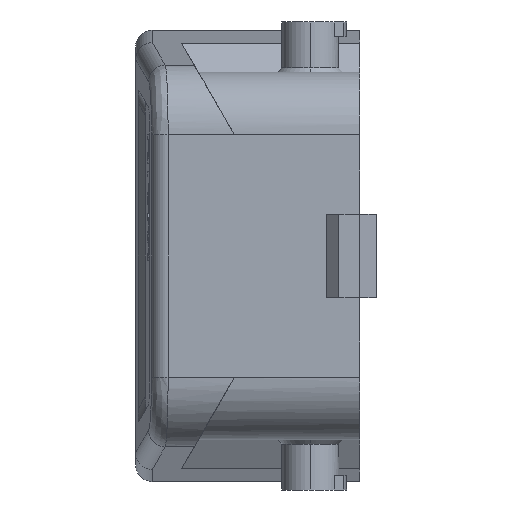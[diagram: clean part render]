
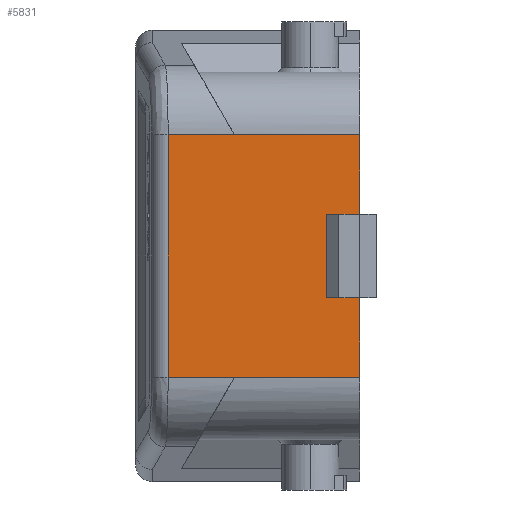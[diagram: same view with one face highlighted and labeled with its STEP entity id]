
A CAD part, left-side view. The second image highlights one B-rep face of the part: STEP entity #5831.
In plain terms, the highlighted planar face has unit normal (-1, 0.011, 0).
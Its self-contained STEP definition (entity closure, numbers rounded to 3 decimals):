
#113=DIRECTION('',(0.,0.,-1.));
#114=VECTOR('',#113,9.5);
#115=CARTESIAN_POINT('',(-60.567,-5.8,-5.));
#116=LINE('',#115,#114);
#117=DIRECTION('',(0.,0.,-1.));
#118=VECTOR('',#117,9.5);
#119=CARTESIAN_POINT('',(-60.566,-5.8,14.5));
#120=LINE('',#119,#118);
#582=DIRECTION('',(0.,0.,1.));
#583=VECTOR('',#582,29.073);
#584=CARTESIAN_POINT('',(-60.326,17.122,-14.536));
#585=LINE('',#584,#583);
#637=DIRECTION('',(0.01,1.,-0.001));
#638=VECTOR('',#637,7.937);
#639=CARTESIAN_POINT('',(-60.41,9.186,-14.527));
#640=LINE('',#639,#638);
#677=DIRECTION('',(-0.011,-1.,0.));
#678=VECTOR('',#677,4.);
#679=CARTESIAN_POINT('',(-60.525,-1.8,-5.));
#680=LINE('',#679,#678);
#693=DIRECTION('',(0.,0.,-1.));
#694=VECTOR('',#693,10.);
#695=CARTESIAN_POINT('',(-60.525,-1.8,5.));
#696=LINE('',#695,#694);
#705=DIRECTION('',(0.011,1.,0.));
#706=VECTOR('',#705,4.);
#707=CARTESIAN_POINT('',(-60.567,-5.8,5.));
#708=LINE('',#707,#706);
#775=CARTESIAN_POINT('',(-60.41,9.17,-14.5));
#776=CARTESIAN_POINT('',(-60.41,9.172,-14.505));
#777=CARTESIAN_POINT('',(-60.41,9.178,-14.514));
#778=CARTESIAN_POINT('',(-60.41,9.183,-14.523));
#779=CARTESIAN_POINT('',(-60.41,9.186,-14.527));
#781=DIRECTION('',(0.01,1.,0.));
#782=VECTOR('',#781,14.971);
#783=CARTESIAN_POINT('',(-60.566,-5.8,-14.5));
#784=LINE('',#783,#782);
#914=DIRECTION('',(-0.01,-1.,-0.001));
#915=VECTOR('',#914,7.937);
#916=CARTESIAN_POINT('',(-60.326,17.122,14.536));
#917=LINE('',#916,#915);
#1061=CARTESIAN_POINT('',(-60.566,-5.8,14.5));
#1071=DIRECTION('',(-0.01,-1.,0.));
#1072=VECTOR('',#1071,14.971);
#1073=CARTESIAN_POINT('',(-60.41,9.17,14.5));
#1074=LINE('',#1073,#1072);
#1075=CARTESIAN_POINT('',(-60.41,9.186,14.527));
#1076=CARTESIAN_POINT('',(-60.41,9.183,14.523));
#1077=CARTESIAN_POINT('',(-60.41,9.178,14.514));
#1078=CARTESIAN_POINT('',(-60.41,9.172,14.505));
#1079=CARTESIAN_POINT('',(-60.41,9.17,14.5));
#4221=VERTEX_POINT('',#1061);
#4222=CARTESIAN_POINT('',(-60.567,-5.8,5.));
#4223=VERTEX_POINT('',#4222);
#4224=CARTESIAN_POINT('',(-60.567,-5.8,-5.));
#4225=VERTEX_POINT('',#4224);
#4226=CARTESIAN_POINT('',(-60.566,-5.8,-14.5));
#4227=VERTEX_POINT('',#4226);
#4306=CARTESIAN_POINT('',(-60.525,-1.8,-5.));
#4307=VERTEX_POINT('',#4306);
#4308=CARTESIAN_POINT('',(-60.525,-1.8,5.));
#4309=VERTEX_POINT('',#4308);
#4310=CARTESIAN_POINT('',(-60.41,9.17,14.5));
#4311=VERTEX_POINT('',#4310);
#4312=CARTESIAN_POINT('',(-60.326,17.122,14.536));
#4313=CARTESIAN_POINT('',(-60.41,9.186,14.527));
#4314=VERTEX_POINT('',#4312);
#4315=VERTEX_POINT('',#4313);
#4316=CARTESIAN_POINT('',(-60.326,17.122,
-14.536));
#4317=VERTEX_POINT('',#4316);
#4318=CARTESIAN_POINT('',(-60.41,9.186,
-14.527));
#4319=VERTEX_POINT('',#4318);
#4320=CARTESIAN_POINT('',(-60.41,9.17,-14.5));
#4321=VERTEX_POINT('',#4320);
#5804=CARTESIAN_POINT('',(-60.6,-8.999,0.));
#5805=DIRECTION('',(-1.,0.01,0.));
#5806=DIRECTION('',(-0.01,-1.,0.));
#5807=AXIS2_PLACEMENT_3D('',#5804,#5805,#5806);
#5808=PLANE('',#5807);
#5810=ORIENTED_EDGE('',*,*,#5809,.T.);
#5811=ORIENTED_EDGE('',*,*,#4998,.T.);
#5813=ORIENTED_EDGE('',*,*,#5812,.T.);
#5815=ORIENTED_EDGE('',*,*,#5814,.T.);
#5816=ORIENTED_EDGE('',*,*,#5795,.T.);
#5817=ORIENTED_EDGE('',*,*,#5659,.T.);
#5819=ORIENTED_EDGE('',*,*,#5818,.T.);
#5821=ORIENTED_EDGE('',*,*,#5820,.T.);
#5823=ORIENTED_EDGE('',*,*,#5822,.T.);
#5824=ORIENTED_EDGE('',*,*,#5002,.T.);
#5826=ORIENTED_EDGE('',*,*,#5825,.T.);
#5828=ORIENTED_EDGE('',*,*,#5827,.T.);
#5829=EDGE_LOOP('',(#5810,#5811,#5813,#5815,#5816,#5817,#5819,#5821,#5823,#5824,
#5826,#5828));
#5830=FACE_OUTER_BOUND('',#5829,.F.);
#5831=ADVANCED_FACE('',(#5830),#5808,.T.);
#780=B_SPLINE_CURVE_WITH_KNOTS('',3,(#775,#776,#777,#778,#779),.UNSPECIFIED.,
.F.,.F.,(4,1,4),(0.,0.5,1.),.UNSPECIFIED.);
#1080=B_SPLINE_CURVE_WITH_KNOTS('',3,(#1075,#1076,#1077,#1078,#1079),
.UNSPECIFIED.,.F.,.F.,(4,1,4),(0.,0.5,1.),.UNSPECIFIED.);
#4998=EDGE_CURVE('',#4225,#4227,#116,.T.);
#5002=EDGE_CURVE('',#4221,#4223,#120,.T.);
#5659=EDGE_CURVE('',#4317,#4314,#585,.T.);
#5795=EDGE_CURVE('',#4319,#4317,#640,.T.);
#5809=EDGE_CURVE('',#4307,#4225,#680,.T.);
#5812=EDGE_CURVE('',#4227,#4321,#784,.T.);
#5814=EDGE_CURVE('',#4321,#4319,#780,.T.);
#5818=EDGE_CURVE('',#4314,#4315,#917,.T.);
#5820=EDGE_CURVE('',#4315,#4311,#1080,.T.);
#5822=EDGE_CURVE('',#4311,#4221,#1074,.T.);
#5825=EDGE_CURVE('',#4223,#4309,#708,.T.);
#5827=EDGE_CURVE('',#4309,#4307,#696,.T.);
